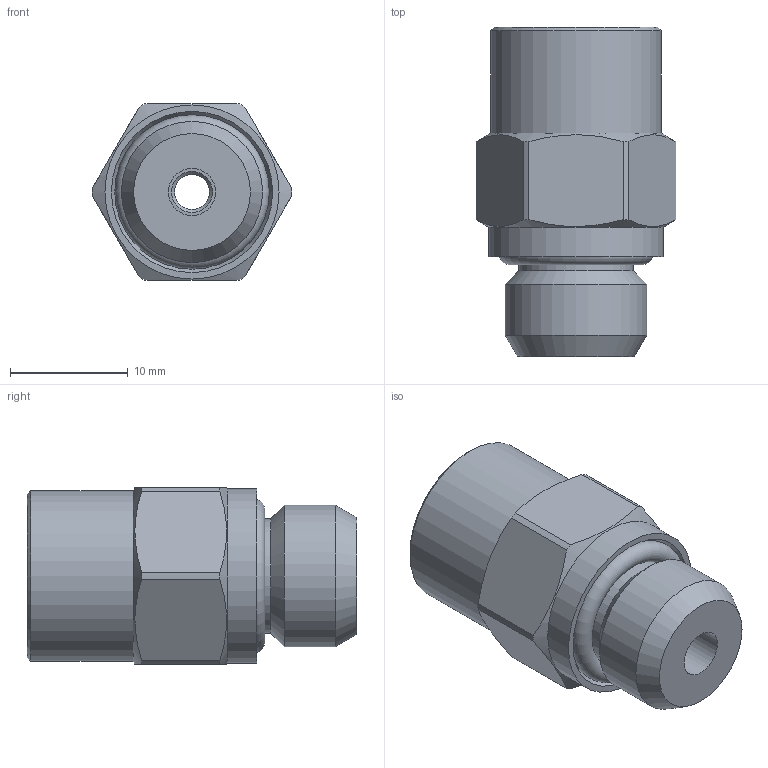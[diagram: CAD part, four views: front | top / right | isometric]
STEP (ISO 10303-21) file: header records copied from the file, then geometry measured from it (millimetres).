
FILE_DESCRIPTION(( 'MAF.12.06.M12X1.5.stp' ), '1');
FILE_NAME( 'MAF.12.06.M12X1.5.stp', '2021-02-19T15:28:00',( 'Sopra'),('sopra-pneumatic.com'), 'SwSTEP 2.0','SolidWorks 2009','' );
FILE_SCHEMA( ( 'AUTOMOTIVE_DESIGN { 1 0 10303 214 1 1 1 1 }' ) );
Length unit declared in the file: millimetre
Products named in the file (1): NONE
Bounding box: 17 x 28 x 15 mm (x, y, z)
Volume: 3699.6 mm3; surface area: 2518.1 mm2
Topology: 1 solids, 1 shells, 174 faces, 453 edges, 300 vertices
Faces by surface type: plane 76, bspline 70, cylinder 16, cone 9, torus 3
Full cylindrical faces by diameter (mm): 2.95 x1, 3.85 x1, 4 x1, 6.15 x2, 9.7 x1, 12 x2, 14.5 x1, 14.8 x1
Entity records: 10163 total; most frequent: CARTESIAN_POINT 5071, ORIENTED_EDGE 852, DIRECTION 521, EDGE_CURVE 426, VERTEX_POINT 296, LINE 229, VECTOR 229, EDGE_LOOP 217
